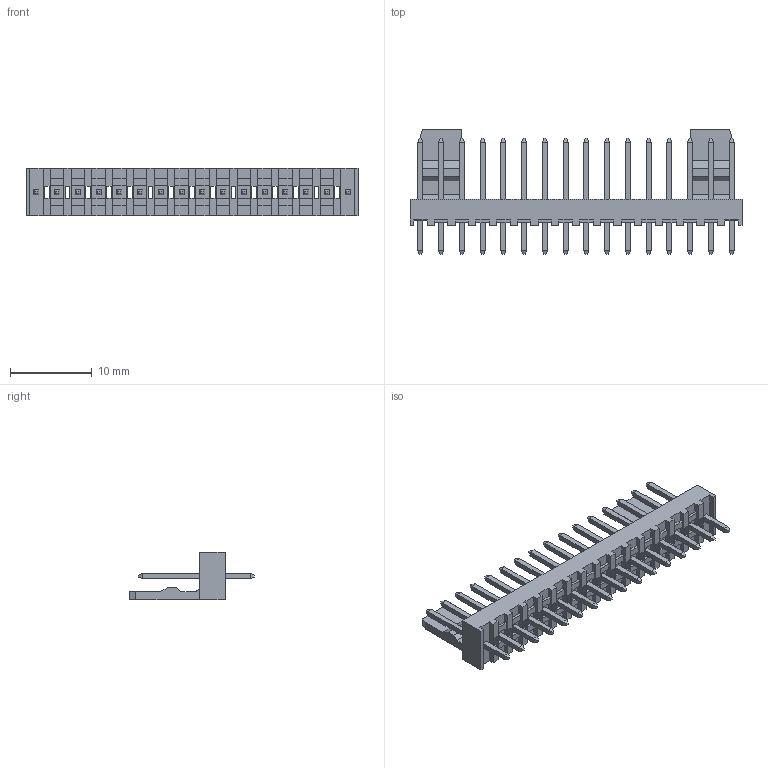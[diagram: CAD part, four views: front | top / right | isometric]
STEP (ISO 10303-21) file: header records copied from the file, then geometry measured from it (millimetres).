
FILE_DESCRIPTION(('STEP AP242'),'1');
FILE_NAME('0022272161.stp','2025-07-29T21:43:22',('TraceParts'),('TraceParts S.A.'),'Spatial InterOp 3D',' ',' ');
FILE_SCHEMA(('AP242_MANAGED_MODEL_BASED_3D_ENGINEERING_MIM_LF {1 0 10303 442 1 1 4}'));
Length unit declared in the file: millimetre
Products named in the file (1): 022272161
Bounding box: 40.64 x 15.26 x 5.8 mm (x, y, z)
Volume: 783.8 mm3; surface area: 1707.8 mm2
Topology: 1 solids, 1 shells, 550 faces, 1452 edges, 936 vertices
Faces by surface type: plane 548, cylinder 2
Entity records: 16547 total; most frequent: CARTESIAN_POINT 2908, ORIENTED_EDGE 2840, DIRECTION 2592, EDGE_CURVE 1420, LINE 1416, VECTOR 1416, VERTEX_POINT 904, EDGE_LOOP 612
